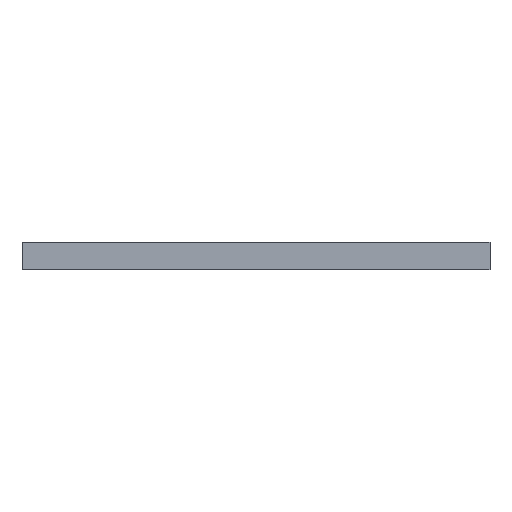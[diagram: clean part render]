
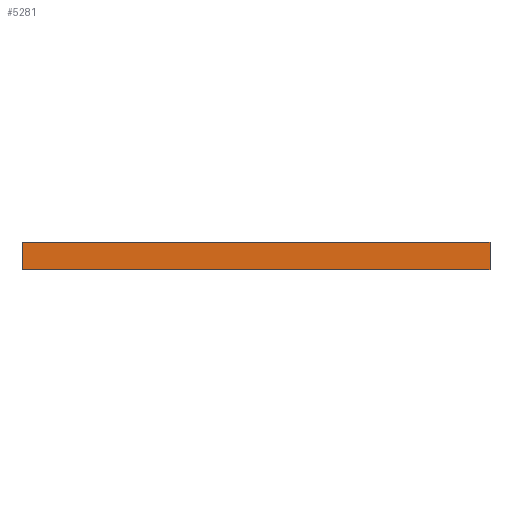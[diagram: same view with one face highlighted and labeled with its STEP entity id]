
A CAD part, front view. The second image highlights one B-rep face of the part: STEP entity #5281.
In plain terms, the highlighted planar face has unit normal (0, -1, 0).
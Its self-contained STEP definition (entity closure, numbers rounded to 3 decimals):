
#170 = LINE ( 'NONE', #1901, #3848 ) ;
#325 = LINE ( 'NONE', #5481, #1461 ) ;
#439 = LINE ( 'NONE', #3885, #932 ) ;
#565 = EDGE_CURVE ( 'NONE', #3936, #2703, #325, .T. ) ;
#657 = DIRECTION ( 'NONE',  ( 1., 0., 0. ) ) ;
#932 = VECTOR ( 'NONE', #1319, 1000. ) ;
#1319 = DIRECTION ( 'NONE',  ( 0., 0., -1. ) ) ;
#1461 = VECTOR ( 'NONE', #1607, 1000. ) ;
#1607 = DIRECTION ( 'NONE',  ( 0., 0., -1. ) ) ;
#1611 = DIRECTION ( 'NONE',  ( 1., 0., 0. ) ) ;
#1859 = DIRECTION ( 'NONE',  ( 0., 0., 1. ) ) ;
#1901 = CARTESIAN_POINT ( 'NONE',  ( -40.475, -159.75, 0. ) ) ;
#2389 = VERTEX_POINT ( 'NONE', #5126 ) ;
#2535 = CARTESIAN_POINT ( 'NONE',  ( 40.475, -159.75, 4.763 ) ) ;
#2703 = VERTEX_POINT ( 'NONE', #4565 ) ;
#2763 = VECTOR ( 'NONE', #1611, 1000. ) ;
#2770 = DIRECTION ( 'NONE',  ( 0., 1., 0. ) ) ;
#2790 = EDGE_CURVE ( 'NONE', #3936, #3632, #3759, .T. ) ;
#3516 = EDGE_CURVE ( 'NONE', #2703, #2389, #170, .T. ) ;
#3632 = VERTEX_POINT ( 'NONE', #2535 ) ;
#3759 = LINE ( 'NONE', #5486, #2763 ) ;
#3848 = VECTOR ( 'NONE', #657, 1000. ) ;
#3885 = CARTESIAN_POINT ( 'NONE',  ( 40.475, -159.75, 4.763 ) ) ;
#3936 = VERTEX_POINT ( 'NONE', #5487 ) ;
#4029 = FACE_OUTER_BOUND ( 'NONE', #4538, .T. ) ;
#4063 = ORIENTED_EDGE ( 'NONE', *, *, #2790, .F. ) ;
#4522 = AXIS2_PLACEMENT_3D ( 'NONE', #5222, #2770, #1859 ) ;
#4538 = EDGE_LOOP ( 'NONE', ( #5374, #5170, #4063, #4612 ) ) ;
#4565 = CARTESIAN_POINT ( 'NONE',  ( -40.475, -159.75, 0. ) ) ;
#4574 = EDGE_CURVE ( 'NONE', #3632, #2389, #439, .T. ) ;
#4612 = ORIENTED_EDGE ( 'NONE', *, *, #565, .T. ) ;
#5126 = CARTESIAN_POINT ( 'NONE',  ( 40.475, -159.75, 0. ) ) ;
#5170 = ORIENTED_EDGE ( 'NONE', *, *, #4574, .F. ) ;
#5222 = CARTESIAN_POINT ( 'NONE',  ( -40.475, -159.75, 4.763 ) ) ;
#5281 = ADVANCED_FACE ( 'NONE', ( #4029 ), #5307, .F. ) ;
#5307 = PLANE ( 'NONE',  #4522 ) ;
#5374 = ORIENTED_EDGE ( 'NONE', *, *, #3516, .T. ) ;
#5481 = CARTESIAN_POINT ( 'NONE',  ( -40.475, -159.75, 4.763 ) ) ;
#5486 = CARTESIAN_POINT ( 'NONE',  ( -40.475, -159.75, 4.763 ) ) ;
#5487 = CARTESIAN_POINT ( 'NONE',  ( -40.475, -159.75, 4.763 ) ) ;
